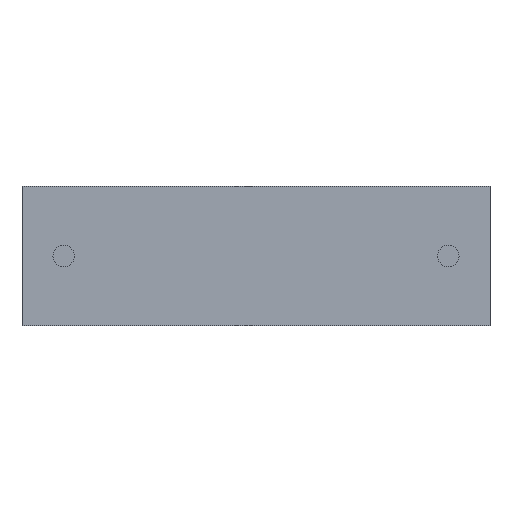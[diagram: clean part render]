
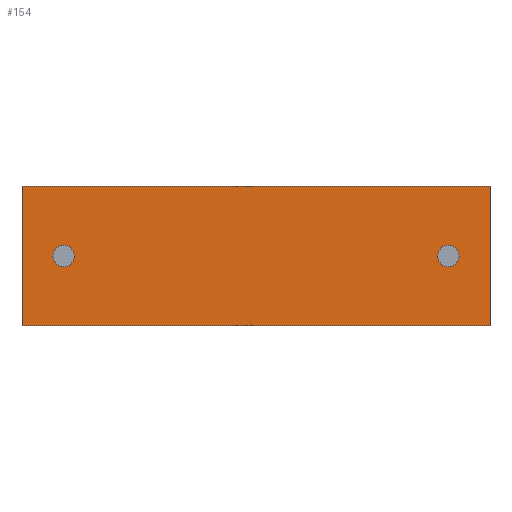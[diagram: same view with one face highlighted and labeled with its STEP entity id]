
A CAD part, front view. The second image highlights one B-rep face of the part: STEP entity #154.
In plain terms, the highlighted planar face has unit normal (0, -1, 0).
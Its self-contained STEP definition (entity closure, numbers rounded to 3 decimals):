
#14 = VECTOR ( 'NONE', #635, 1000. ) ;
#42 = VERTEX_POINT ( 'NONE', #1526 ) ;
#89 = DIRECTION ( 'NONE',  ( 0., 0., 1. ) ) ;
#109 = DIRECTION ( 'NONE',  ( 0., 1., 0. ) ) ;
#127 = EDGE_LOOP ( 'NONE', ( #1692, #1360 ) ) ;
#154 = ADVANCED_FACE ( 'NONE', ( #2369, #579, #877 ), #1812, .F. ) ;
#240 = CARTESIAN_POINT ( 'NONE',  ( 0., 0., 0. ) ) ;
#275 = CARTESIAN_POINT ( 'NONE',  ( 0., 0., 5.5 ) ) ;
#293 = DIRECTION ( 'NONE',  ( 0., 0., -1. ) ) ;
#425 = CARTESIAN_POINT ( 'NONE',  ( 18.5, 0., 5.5 ) ) ;
#448 = EDGE_LOOP ( 'NONE', ( #883, #2409 ) ) ;
#484 = CIRCLE ( 'NONE', #1752, 0.425 ) ;
#519 = LINE ( 'NONE', #1948, #2468 ) ;
#520 = DIRECTION ( 'NONE',  ( 0., 1., 0. ) ) ;
#529 = CARTESIAN_POINT ( 'NONE',  ( 16.85, 0., 2.75 ) ) ;
#579 = FACE_OUTER_BOUND ( 'NONE', #2475, .T. ) ;
#592 = VERTEX_POINT ( 'NONE', #2198 ) ;
#609 = CIRCLE ( 'NONE', #2406, 0.425 ) ;
#635 = DIRECTION ( 'NONE',  ( 1., 0., 0. ) ) ;
#683 = CARTESIAN_POINT ( 'NONE',  ( 18.5, 0., 5.5 ) ) ;
#694 = VECTOR ( 'NONE', #2031, 1000. ) ;
#721 = DIRECTION ( 'NONE',  ( 0., 0., 1. ) ) ;
#777 = EDGE_CURVE ( 'NONE', #592, #2349, #900, .T. ) ;
#870 = LINE ( 'NONE', #683, #694 ) ;
#877 = FACE_BOUND ( 'NONE', #448, .T. ) ;
#883 = ORIENTED_EDGE ( 'NONE', *, *, #777, .F. ) ;
#892 = VERTEX_POINT ( 'NONE', #425 ) ;
#897 = ORIENTED_EDGE ( 'NONE', *, *, #946, .T. ) ;
#900 = CIRCLE ( 'NONE', #2188, 0.425 ) ;
#946 = EDGE_CURVE ( 'NONE', #1362, #42, #1319, .T. ) ;
#966 = VERTEX_POINT ( 'NONE', #2021 ) ;
#971 = AXIS2_PLACEMENT_3D ( 'NONE', #275, #520, #89 ) ;
#1021 = ORIENTED_EDGE ( 'NONE', *, *, #2110, .F. ) ;
#1089 = ORIENTED_EDGE ( 'NONE', *, *, #1179, .F. ) ;
#1133 = VERTEX_POINT ( 'NONE', #2141 ) ;
#1179 = EDGE_CURVE ( 'NONE', #2195, #892, #1724, .T. ) ;
#1263 = AXIS2_PLACEMENT_3D ( 'NONE', #1859, #1868, #721 ) ;
#1296 = EDGE_CURVE ( 'NONE', #1133, #966, #484, .T. ) ;
#1319 = LINE ( 'NONE', #1646, #1951 ) ;
#1360 = ORIENTED_EDGE ( 'NONE', *, *, #1296, .T. ) ;
#1362 = VERTEX_POINT ( 'NONE', #240 ) ;
#1380 = DIRECTION ( 'NONE',  ( 0., 0., -1. ) ) ;
#1432 = DIRECTION ( 'NONE',  ( 1., 0., 0. ) ) ;
#1471 = DIRECTION ( 'NONE',  ( 0., 1., 0. ) ) ;
#1484 = CARTESIAN_POINT ( 'NONE',  ( 16.85, 0., 2.75 ) ) ;
#1500 = EDGE_CURVE ( 'NONE', #966, #1133, #609, .T. ) ;
#1526 = CARTESIAN_POINT ( 'NONE',  ( 18.5, 0., 0. ) ) ;
#1646 = CARTESIAN_POINT ( 'NONE',  ( 0., 0., 0. ) ) ;
#1692 = ORIENTED_EDGE ( 'NONE', *, *, #1500, .T. ) ;
#1705 = CARTESIAN_POINT ( 'NONE',  ( 0., 0., 5.5 ) ) ;
#1713 = EDGE_CURVE ( 'NONE', #2349, #592, #2256, .T. ) ;
#1724 = LINE ( 'NONE', #1783, #14 ) ;
#1752 = AXIS2_PLACEMENT_3D ( 'NONE', #529, #109, #293 ) ;
#1783 = CARTESIAN_POINT ( 'NONE',  ( 0., 0., 5.5 ) ) ;
#1812 = PLANE ( 'NONE',  #971 ) ;
#1859 = CARTESIAN_POINT ( 'NONE',  ( 1.65, 0., 2.75 ) ) ;
#1868 = DIRECTION ( 'NONE',  ( 0., -1., 0. ) ) ;
#1891 = CARTESIAN_POINT ( 'NONE',  ( 1.65, 0., 2.75 ) ) ;
#1920 = DIRECTION ( 'NONE',  ( 0., -1., 0. ) ) ;
#1921 = EDGE_CURVE ( 'NONE', #2195, #1362, #519, .T. ) ;
#1942 = CARTESIAN_POINT ( 'NONE',  ( 1.65, 0., 2.325 ) ) ;
#1948 = CARTESIAN_POINT ( 'NONE',  ( 0., 0., 5.5 ) ) ;
#1951 = VECTOR ( 'NONE', #1432, 1000. ) ;
#2021 = CARTESIAN_POINT ( 'NONE',  ( 16.85, 0., 3.175 ) ) ;
#2031 = DIRECTION ( 'NONE',  ( 0., 0., -1. ) ) ;
#2110 = EDGE_CURVE ( 'NONE', #892, #42, #870, .T. ) ;
#2141 = CARTESIAN_POINT ( 'NONE',  ( 16.85, 0., 2.325 ) ) ;
#2188 = AXIS2_PLACEMENT_3D ( 'NONE', #1891, #1920, #2300 ) ;
#2195 = VERTEX_POINT ( 'NONE', #1705 ) ;
#2198 = CARTESIAN_POINT ( 'NONE',  ( 1.65, 0., 3.175 ) ) ;
#2256 = CIRCLE ( 'NONE', #1263, 0.425 ) ;
#2300 = DIRECTION ( 'NONE',  ( 0., 0., 1. ) ) ;
#2349 = VERTEX_POINT ( 'NONE', #1942 ) ;
#2369 = FACE_BOUND ( 'NONE', #127, .T. ) ;
#2406 = AXIS2_PLACEMENT_3D ( 'NONE', #1484, #1471, #2450 ) ;
#2409 = ORIENTED_EDGE ( 'NONE', *, *, #1713, .F. ) ;
#2446 = ORIENTED_EDGE ( 'NONE', *, *, #1921, .T. ) ;
#2450 = DIRECTION ( 'NONE',  ( 0., 0., -1. ) ) ;
#2468 = VECTOR ( 'NONE', #1380, 1000. ) ;
#2475 = EDGE_LOOP ( 'NONE', ( #897, #1021, #1089, #2446 ) ) ;
